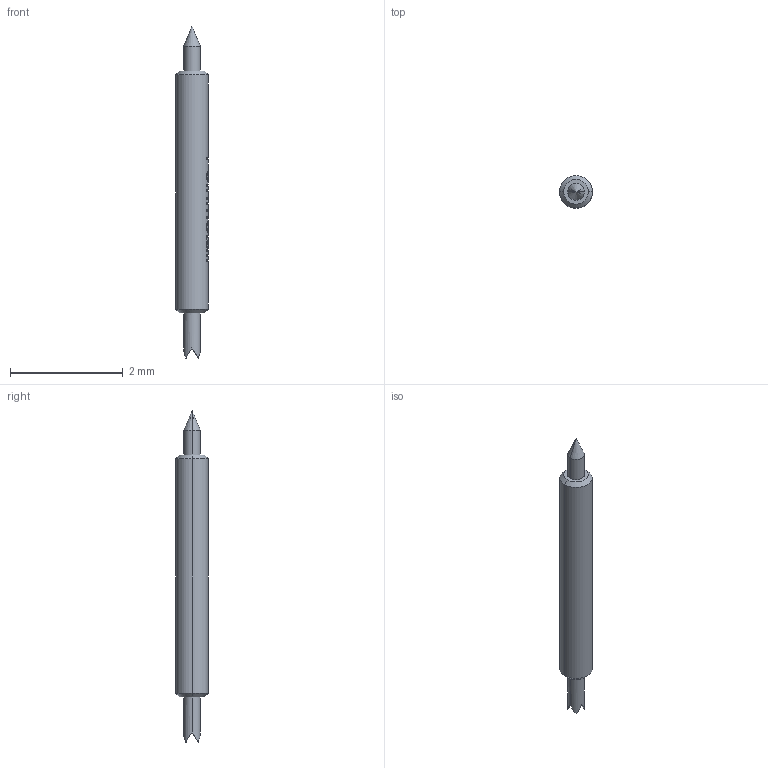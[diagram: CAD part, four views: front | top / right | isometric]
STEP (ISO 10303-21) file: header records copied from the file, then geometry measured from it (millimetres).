
FILE_DESCRIPTION (( 'STEP AP203' ), '1' );
FILE_NAME ('MOD-F68003B030Gxxx.step', '2015-07-09T11:16:01', ( 'firstrun' ), ( 'Hewlett-Packard Company' ), 'SwSTEP 2.0', 'SolidWorks 2012', '' );
FILE_SCHEMA (( 'CONFIG_CONTROL_DESIGN' ));
Length unit declared in the file: millimetre
Products named in the file (1): MOD-F68003B030Gxxx
Bounding box: 0.58 x 0.58 x 5.9 mm (x, y, z)
Volume: 1.2 mm3; surface area: 9.7 mm2
Topology: 1 solids, 1 shells, 180 faces, 511 edges, 335 vertices
Faces by surface type: plane 74, bspline 62, cylinder 38, cone 6
Entity records: 6868 total; most frequent: CARTESIAN_POINT 2700, ORIENTED_EDGE 1018, DIRECTION 610, EDGE_CURVE 509, VERTEX_POINT 335, B_SPLINE_CURVE_WITH_KNOTS 234, AXIS2_PLACEMENT_3D 224, EDGE_LOOP 184
